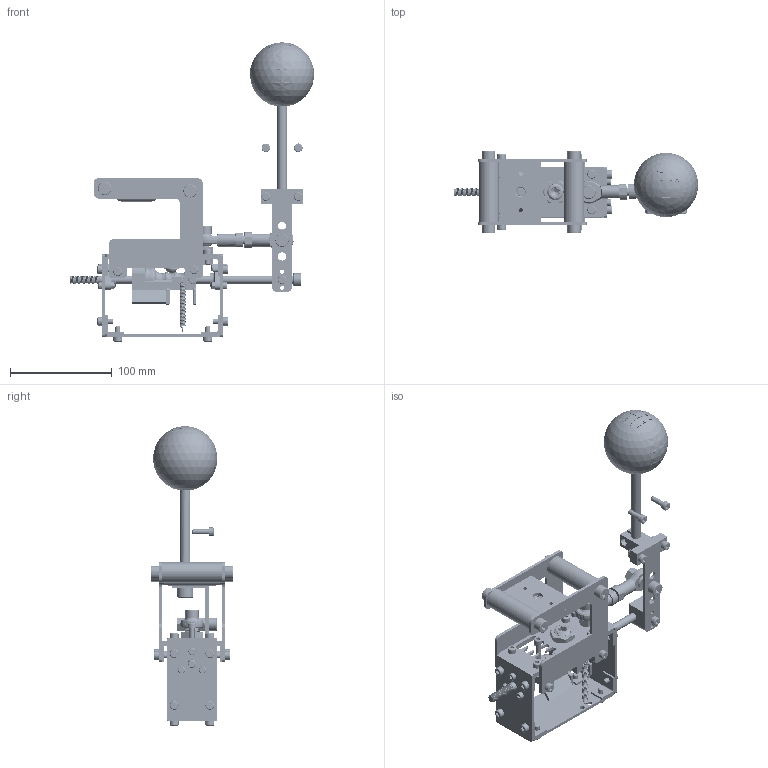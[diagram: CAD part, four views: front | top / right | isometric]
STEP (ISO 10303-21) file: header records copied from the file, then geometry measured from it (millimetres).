
FILE_DESCRIPTION(('FreeCAD Model'),'2;1');
FILE_NAME('Open CASCADE Shape Model','2025-04-30T05:17:44',('FreeCAD'),( 'FreeCAD'),'Open CASCADE STEP processor 7.6','FreeCAD','Unknown');
FILE_SCHEMA(('AUTOMOTIVE_DESIGN { 1 0 10303 214 1 1 1 1 }'));
Products named in the file (1): Open CASCADE STEP translator 7.6 1
Bounding box: 240.36 x 81 x 294.92 mm (x, y, z)
Volume: 422464.5 mm3; surface area: 214400.7 mm2
Topology: 119 solids, 121 shells, 2231 faces, 5365 edges, 3437 vertices
Faces by surface type: plane 1034, cylinder 572, cone 374, bspline 149, torus 72, sphere 30
Full cylindrical faces by diameter (mm): 3.09 x12, 3.1 x2, 3.2 x3, 4 x8, 4.1 x4, 4.2 x19, 5 x34, 5.2 x41, 5.5 x2, 6.376 x22, 6.8 x30, 7 x8, 7.866 x1, 8 x38, 8.051 x20, 8.1 x2, 8.2 x11, 8.271 x1, 8.5 x37, 9 x2, 9.525 x1, 10 x22, 10.2 x2, 13 x9, 13.402 x12, 14 x2, 14.969 x10, 16 x25, 16.2 x1, 20 x2
Entity records: 117364 total; most frequent: CARTESIAN_POINT 66730, ORIENTED_EDGE 10640, DIRECTION 10068, EDGE_CURVE 5320, AXIS2_PLACEMENT_3D 3689, VERTEX_POINT 3433, LINE 2690, VECTOR 2690
